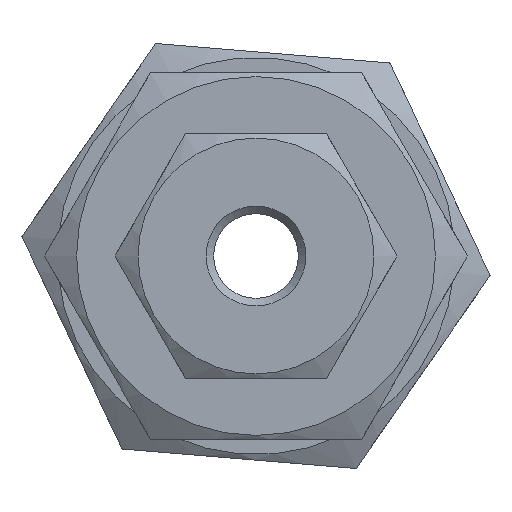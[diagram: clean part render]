
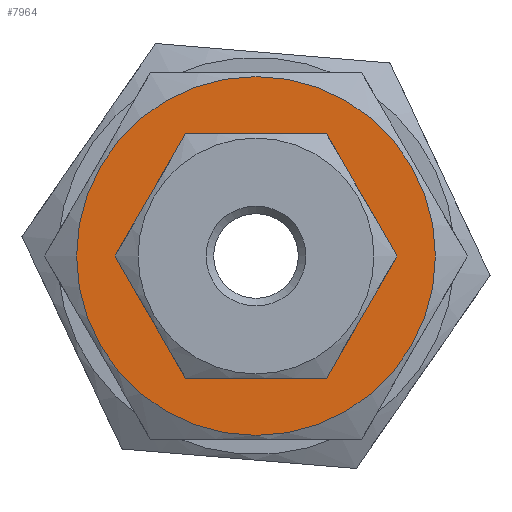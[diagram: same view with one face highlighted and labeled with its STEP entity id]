
A CAD part, left-side view. The second image highlights one B-rep face of the part: STEP entity #7964.
In plain terms, the highlighted planar face has unit normal (-1, 0, 0).
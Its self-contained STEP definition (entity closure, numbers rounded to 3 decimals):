
#7916=CARTESIAN_POINT('',(-2.31,-4.,0.0));
#7917=VERTEX_POINT('',#7916);
#7918=CARTESIAN_POINT('',(-2.31,0.,0.0));
#7919=DIRECTION('',(1.0,0.0,0.0));
#7920=DIRECTION('',(0.0,-1.0,0.0));
#7921=AXIS2_PLACEMENT_3D('',#7918,#7919,#7920);
#7922=CIRCLE('',#7921,4.0);
#7923=EDGE_CURVE('',#7917,#7917,#7922,.T.);
#7941=CARTESIAN_POINT('',(-2.31,7.,0.0));
#7942=VERTEX_POINT('',#7941);
#7943=CARTESIAN_POINT('',(-2.31,0.,0.0));
#7944=DIRECTION('',(1.0,0.0,0.0));
#7945=DIRECTION('',(0.0,1.0,0.0));
#7946=AXIS2_PLACEMENT_3D('',#7943,#7944,#7945);
#7947=CIRCLE('',#7946,7.);
#7948=EDGE_CURVE('',#7942,#7942,#7947,.T.);
#7953=CARTESIAN_POINT('',(-2.31,3.5,0.0));
#7954=DIRECTION('',(-1.0,0.0,0.0));
#7955=DIRECTION('',(0.0,0.0,1.0));
#7956=AXIS2_PLACEMENT_3D('',#7953,#7954,#7955);
#7957=PLANE('',#7956);
#7958=ORIENTED_EDGE('',*,*,#7948,.F.);
#7959=EDGE_LOOP('',(#7958));
#7960=FACE_OUTER_BOUND('',#7959,.T.);
#7961=ORIENTED_EDGE('',*,*,#7923,.T.);
#7962=EDGE_LOOP('',(#7961));
#7963=FACE_BOUND('',#7962,.T.);
#7964=ADVANCED_FACE('',(#7960,#7963),#7957,.T.);
